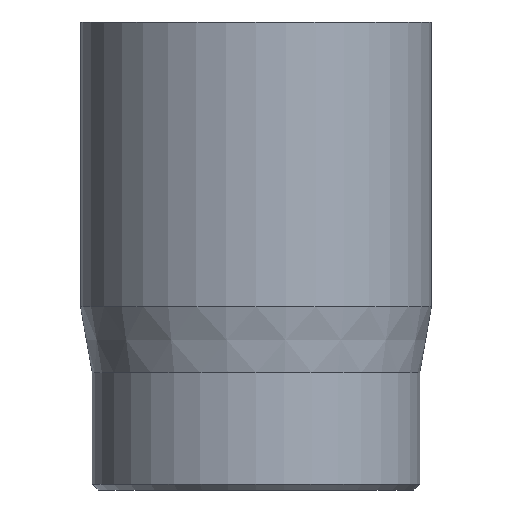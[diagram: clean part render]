
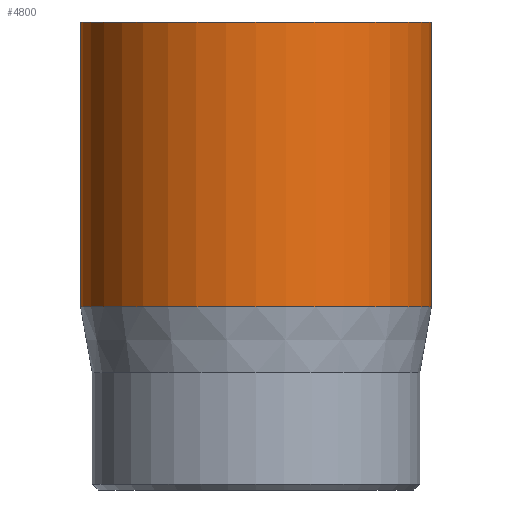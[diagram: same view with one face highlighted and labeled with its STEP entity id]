
A CAD part, front view. The second image highlights one B-rep face of the part: STEP entity #4800.
In plain terms, the highlighted cylindrical face has radius 1.5 mm (diameter 3 mm), a full revolution.
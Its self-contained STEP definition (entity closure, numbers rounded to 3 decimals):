
#639=CYLINDRICAL_SURFACE('',#4994,1.5);
#850=FACE_OUTER_BOUND('',#1134,.T.);
#1134=EDGE_LOOP('',(#4283,#4284,#4285,#4286,#4287));
#1476=LINE('',#8710,#1838);
#1838=VECTOR('',#5484,1.5);
#1925=CIRCLE('',#4977,1.5);
#1931=CIRCLE('',#4992,1.5);
#1932=CIRCLE('',#4993,1.5);
#2319=VERTEX_POINT('',#8680);
#2325=VERTEX_POINT('',#8704);
#2326=VERTEX_POINT('',#8705);
#2985=EDGE_CURVE('',#2319,#2319,#1925,.T.);
#2994=EDGE_CURVE('',#2325,#2326,#1931,.T.);
#2995=EDGE_CURVE('',#2326,#2325,#1932,.T.);
#2997=EDGE_CURVE('',#2319,#2325,#1476,.T.);
#4283=ORIENTED_EDGE('',*,*,#2985,.T.);
#4284=ORIENTED_EDGE('',*,*,#2997,.T.);
#4285=ORIENTED_EDGE('',*,*,#2994,.T.);
#4286=ORIENTED_EDGE('',*,*,#2995,.T.);
#4287=ORIENTED_EDGE('',*,*,#2997,.F.);
#4800=ADVANCED_FACE('',(#850),#639,.T.);
#4977=AXIS2_PLACEMENT_3D('',#8681,#5444,#5445);
#4992=AXIS2_PLACEMENT_3D('',#8706,#5477,#5478);
#4993=AXIS2_PLACEMENT_3D('',#8707,#5479,#5480);
#4994=AXIS2_PLACEMENT_3D('',#8709,#5482,#5483);
#5444=DIRECTION('center_axis',(0.,0.,-1.));
#5445=DIRECTION('ref_axis',(-1.,0.,0.));
#5477=DIRECTION('center_axis',(0.,0.,1.));
#5478=DIRECTION('ref_axis',(-1.,0.,0.));
#5479=DIRECTION('center_axis',(0.,0.,1.));
#5480=DIRECTION('ref_axis',(-1.,0.,0.));
#5482=DIRECTION('center_axis',(0.,0.,1.));
#5483=DIRECTION('ref_axis',(-1.,0.,0.));
#5484=DIRECTION('',(0.,0.,-1.));
#8680=CARTESIAN_POINT('',(1.5,0.,4.));
#8681=CARTESIAN_POINT('Origin',(0.,0.,4.));
#8704=CARTESIAN_POINT('',(1.5,0.,1.567));
#8705=CARTESIAN_POINT('',(-1.5,0.,1.567));
#8706=CARTESIAN_POINT('Origin',(0.,0.,1.567));
#8707=CARTESIAN_POINT('Origin',(0.,0.,1.567));
#8709=CARTESIAN_POINT('Origin',(0.,0.,0.));
#8710=CARTESIAN_POINT('',(1.5,0.,0.));
